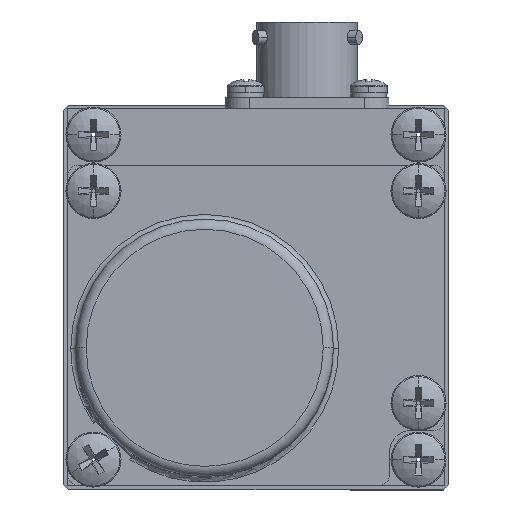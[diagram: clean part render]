
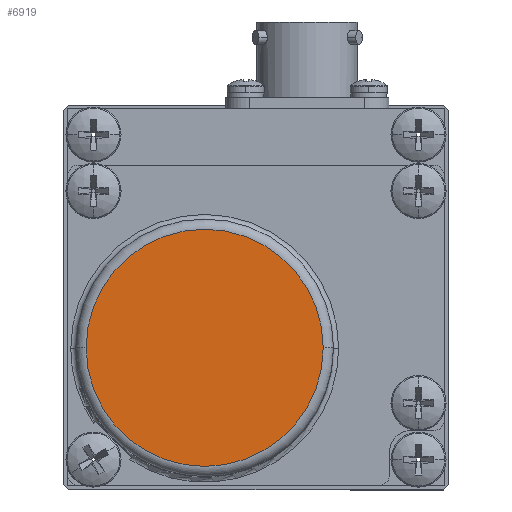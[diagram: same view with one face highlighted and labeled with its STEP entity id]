
A CAD part, top view. The second image highlights one B-rep face of the part: STEP entity #6919.
In plain terms, the highlighted planar face has unit normal (0, 0, 1).
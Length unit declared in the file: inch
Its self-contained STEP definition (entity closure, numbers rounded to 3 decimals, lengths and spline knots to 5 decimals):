
#126 = DIRECTION ( 'NONE',  ( 1., 0., 0. ) ) ;
#3111 = EDGE_LOOP ( 'NONE', ( #12230, #5000 ) ) ;
#3865 = CARTESIAN_POINT ( 'NONE',  ( -0.3, -0.3, 4.3163 ) ) ;
#5000 = ORIENTED_EDGE ( 'NONE', *, *, #12866, .F. ) ;
#5100 = AXIS2_PLACEMENT_3D ( 'NONE', #11460, #15287, #24991 ) ;
#5497 = DIRECTION ( 'NONE',  ( 0., 0., -1. ) ) ;
#6919 = ADVANCED_FACE ( 'NONE', ( #24410 ), #7467, .F. ) ;
#7467 = PLANE ( 'NONE',  #13490 ) ;
#9987 = CIRCLE ( 'NONE', #5100, 0.693 ) ;
#9996 = CARTESIAN_POINT ( 'NONE',  ( -0.993, -0.3, 4.3163 ) ) ;
#11460 = CARTESIAN_POINT ( 'NONE',  ( -0.3, -0.3, 4.3163 ) ) ;
#12230 = ORIENTED_EDGE ( 'NONE', *, *, #13216, .F. ) ;
#12586 = AXIS2_PLACEMENT_3D ( 'NONE', #3865, #5497, #17266 ) ;
#12863 = CARTESIAN_POINT ( 'NONE',  ( 0.393, -0.3, 4.3163 ) ) ;
#12866 = EDGE_CURVE ( 'NONE', #16420, #17666, #19440, .T. ) ;
#13216 = EDGE_CURVE ( 'NONE', #17666, #16420, #9987, .T. ) ;
#13490 = AXIS2_PLACEMENT_3D ( 'NONE', #9996, #13926, #126 ) ;
#13926 = DIRECTION ( 'NONE',  ( 0., 0., -1. ) ) ;
#15287 = DIRECTION ( 'NONE',  ( 0., 0., -1. ) ) ;
#16420 = VERTEX_POINT ( 'NONE', #17877 ) ;
#17266 = DIRECTION ( 'NONE',  ( 1., 0., 0. ) ) ;
#17666 = VERTEX_POINT ( 'NONE', #12863 ) ;
#17877 = CARTESIAN_POINT ( 'NONE',  ( -0.993, -0.3, 4.3163 ) ) ;
#19440 = CIRCLE ( 'NONE', #12586, 0.693 ) ;
#24410 = FACE_OUTER_BOUND ( 'NONE', #3111, .T. ) ;
#24991 = DIRECTION ( 'NONE',  ( 1., 0., 0. ) ) ;
